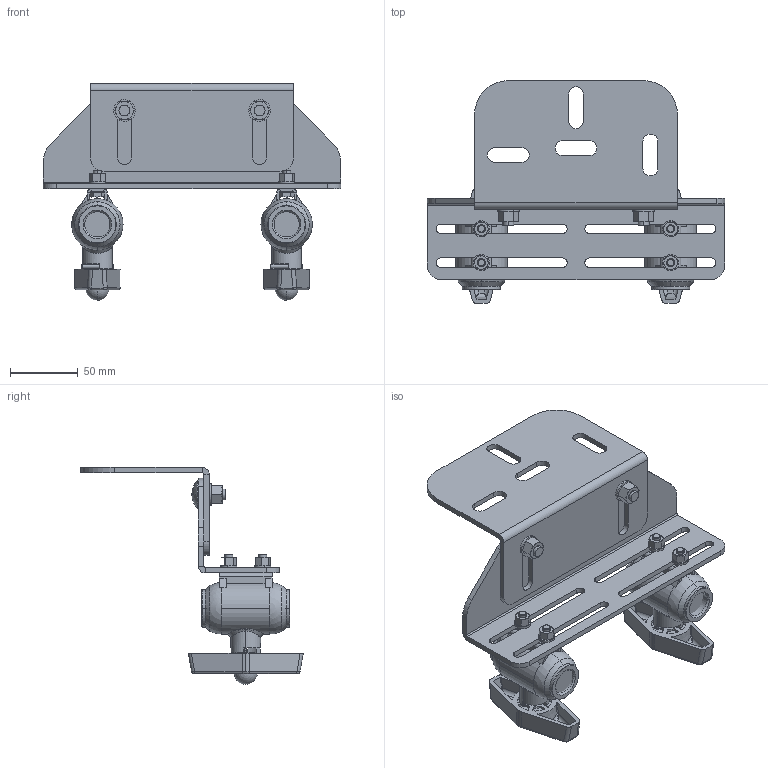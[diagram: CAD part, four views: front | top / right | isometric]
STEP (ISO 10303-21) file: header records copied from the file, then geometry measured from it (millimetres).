
FILE_DESCRIPTION (( 'STEP AP214' ), '1' );
FILE_NAME ('69300015 025.STEP', '2010-10-28T08:13:16', ( 'BROEN A/S' ), ( 'BROEN A/S' ), 'SwSTEP 2.0', 'SolidWorks 2009', '' );
FILE_SCHEMA (( 'AUTOMOTIVE_DESIGN' ));
Length unit declared in the file: millimetre
Products named in the file (1): 69300015 025
Bounding box: 220 x 164.5 x 160.53 mm (x, y, z)
Surface area: 159124.3 mm2 (no closed solid volume)
Topology: 0 solids, 65 shells, 686 faces, 2073 edges, 1386 vertices
Faces by surface type: plane 299, cylinder 196, cone 104, bspline 45, sphere 24, torus 18
Entity records: 40850 total; most frequent: CARTESIAN_POINT 15440, DIRECTION 3739, ORIENTED_EDGE 3361, EDGE_CURVE 2049, AXIS2_PLACEMENT_3D 1405, VERTEX_POINT 1386, VECTOR 929, LINE 929
